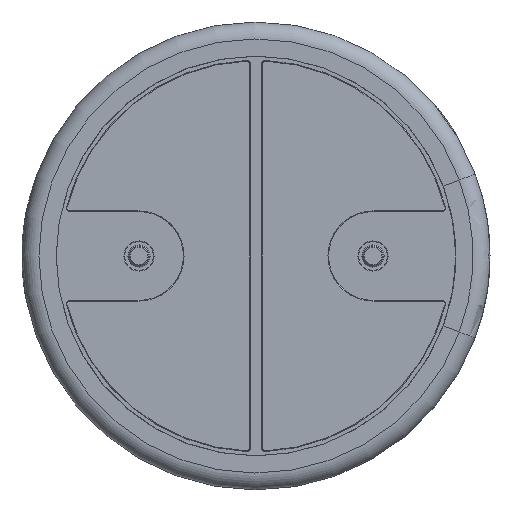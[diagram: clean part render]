
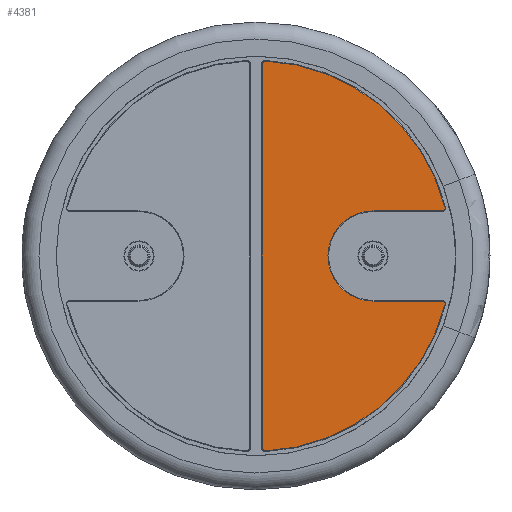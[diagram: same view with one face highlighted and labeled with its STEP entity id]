
A CAD part, front view. The second image highlights one B-rep face of the part: STEP entity #4381.
In plain terms, the highlighted planar face has unit normal (0, -1, 0).
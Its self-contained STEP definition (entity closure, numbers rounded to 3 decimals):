
#20=PLANE('',#4730);
#231=FACE_OUTER_BOUND('',#444,.T.);
#444=EDGE_LOOP('',(#3575,#3576,#3577,#3578,#3579,#3580,#3581,#3582,#3583,
#3584));
#671=CIRCLE('',#4695,0.082);
#674=CIRCLE('',#4700,0.082);
#677=CIRCLE('',#4704,5.422);
#680=CIRCLE('',#4708,0.082);
#684=CIRCLE('',#4714,1.251);
#688=CIRCLE('',#4720,0.082);
#690=CIRCLE('',#4723,5.422);
#895=LINE('',#8560,#1092);
#897=LINE('',#8584,#1094);
#899=LINE('',#8596,#1096);
#1092=VECTOR('',#5441,10.);
#1094=VECTOR('',#5471,10.);
#1096=VECTOR('',#5485,10.);
#1850=VERTEX_POINT('',#8548);
#1853=VERTEX_POINT('',#8553);
#1855=VERTEX_POINT('',#8558);
#1857=VERTEX_POINT('',#8564);
#1859=VERTEX_POINT('',#8570);
#1861=VERTEX_POINT('',#8576);
#1863=VERTEX_POINT('',#8582);
#1865=VERTEX_POINT('',#8588);
#1867=VERTEX_POINT('',#8594);
#1869=VERTEX_POINT('',#8600);
#2436=EDGE_CURVE('',#1853,#1850,#671,.T.);
#2438=EDGE_CURVE('',#1855,#1853,#895,.T.);
#2441=EDGE_CURVE('',#1857,#1855,#674,.T.);
#2444=EDGE_CURVE('',#1859,#1857,#677,.T.);
#2447=EDGE_CURVE('',#1861,#1859,#680,.T.);
#2450=EDGE_CURVE('',#1863,#1861,#897,.T.);
#2453=EDGE_CURVE('',#1865,#1863,#684,.T.);
#2456=EDGE_CURVE('',#1867,#1865,#899,.T.);
#2459=EDGE_CURVE('',#1869,#1867,#688,.T.);
#2461=EDGE_CURVE('',#1850,#1869,#690,.T.);
#3575=ORIENTED_EDGE('',*,*,#2436,.F.);
#3576=ORIENTED_EDGE('',*,*,#2438,.F.);
#3577=ORIENTED_EDGE('',*,*,#2441,.F.);
#3578=ORIENTED_EDGE('',*,*,#2444,.F.);
#3579=ORIENTED_EDGE('',*,*,#2447,.F.);
#3580=ORIENTED_EDGE('',*,*,#2450,.F.);
#3581=ORIENTED_EDGE('',*,*,#2453,.F.);
#3582=ORIENTED_EDGE('',*,*,#2456,.F.);
#3583=ORIENTED_EDGE('',*,*,#2459,.F.);
#3584=ORIENTED_EDGE('',*,*,#2461,.F.);
#4381=ADVANCED_FACE('',(#231),#20,.F.);
#4695=AXIS2_PLACEMENT_3D('',#8555,#5435,#5436);
#4700=AXIS2_PLACEMENT_3D('',#8566,#5447,#5448);
#4704=AXIS2_PLACEMENT_3D('',#8572,#5455,#5456);
#4708=AXIS2_PLACEMENT_3D('',#8578,#5463,#5464);
#4714=AXIS2_PLACEMENT_3D('',#8590,#5477,#5478);
#4720=AXIS2_PLACEMENT_3D('',#8602,#5491,#5492);
#4723=AXIS2_PLACEMENT_3D('',#8605,#5497,#5498);
#4730=AXIS2_PLACEMENT_3D('',#8618,#5517,#5518);
#5435=DIRECTION('center_axis',(0.,1.,0.));
#5436=DIRECTION('ref_axis',(-0.69,0.,0.724));
#5441=DIRECTION('',(0.,0.,1.));
#5447=DIRECTION('center_axis',(0.,1.,0.));
#5448=DIRECTION('ref_axis',(-0.69,0.,-0.724));
#5455=DIRECTION('center_axis',(0.,1.,0.));
#5456=DIRECTION('ref_axis',(0.632,0.,-0.775));
#5463=DIRECTION('center_axis',(0.,1.,0.));
#5464=DIRECTION('ref_axis',(0.79,0.,0.612));
#5471=DIRECTION('',(1.,0.,0.));
#5477=DIRECTION('center_axis',(0.,-1.,0.));
#5478=DIRECTION('ref_axis',(-1.,0.,0.));
#5485=DIRECTION('',(-1.,0.,0.));
#5491=DIRECTION('center_axis',(0.,1.,0.));
#5492=DIRECTION('ref_axis',(0.79,0.,-0.612));
#5497=DIRECTION('center_axis',(0.,1.,0.));
#5498=DIRECTION('ref_axis',(0.632,0.,0.775));
#5517=DIRECTION('center_axis',(0.,1.,0.));
#5518=DIRECTION('ref_axis',(0.,0.,1.));
#8548=CARTESIAN_POINT('',(0.264,-0.09,5.416));
#8553=CARTESIAN_POINT('',(0.178,-0.09,5.334));
#8555=CARTESIAN_POINT('Origin',(0.26,-0.09,5.334));
#8558=CARTESIAN_POINT('',(0.178,-0.09,-5.334));
#8560=CARTESIAN_POINT('',(0.178,-0.09,2.667));
#8564=CARTESIAN_POINT('',(0.264,-0.09,-5.416));
#8566=CARTESIAN_POINT('Origin',(0.26,-0.09,-5.334));
#8570=CARTESIAN_POINT('',(5.25,-0.09,-1.354));
#8572=CARTESIAN_POINT('Origin',(0.,-0.09,0.));
#8576=CARTESIAN_POINT('',(5.171,-0.09,-1.251));
#8578=CARTESIAN_POINT('Origin',(5.171,-0.09,-1.333));
#8582=CARTESIAN_POINT('',(3.25,-0.09,-1.251));
#8584=CARTESIAN_POINT('',(3.943,-0.09,-1.251));
#8588=CARTESIAN_POINT('',(3.25,-0.09,1.251));
#8590=CARTESIAN_POINT('Origin',(3.25,-0.09,0.));
#8594=CARTESIAN_POINT('',(5.171,-0.09,1.251));
#8596=CARTESIAN_POINT('',(2.983,-0.09,1.251));
#8600=CARTESIAN_POINT('',(5.25,-0.09,1.354));
#8602=CARTESIAN_POINT('Origin',(5.171,-0.09,1.333));
#8605=CARTESIAN_POINT('Origin',(0.,-0.09,0.));
#8618=CARTESIAN_POINT('Origin',(2.715,-0.09,0.));
